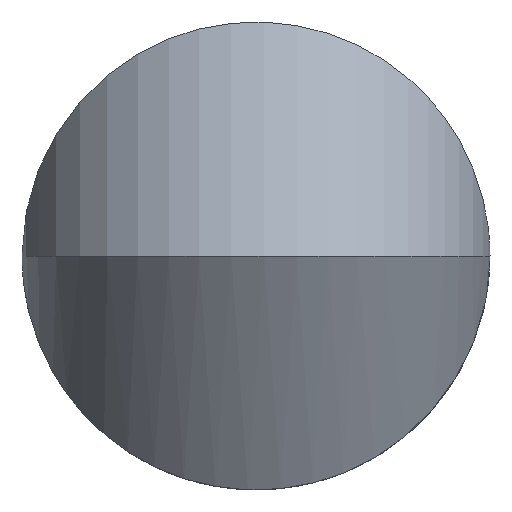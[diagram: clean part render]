
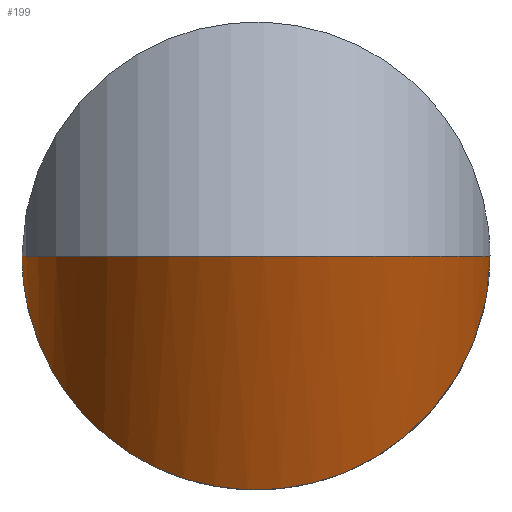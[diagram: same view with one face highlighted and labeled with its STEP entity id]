
A CAD part, left-side view. The second image highlights one B-rep face of the part: STEP entity #199.
In plain terms, the highlighted cylindrical face has radius 30 mm (diameter 60 mm), a partial arc.
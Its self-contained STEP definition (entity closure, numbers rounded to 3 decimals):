
#14 = CARTESIAN_POINT ( 'NONE',  ( 0., 30., 0. ) ) ;
#18 = CARTESIAN_POINT ( 'NONE',  ( 0., -30., 0. ) ) ;
#38 = CARTESIAN_POINT ( 'NONE',  ( 0., -30., 0. ) ) ;
#39 = DIRECTION ( 'NONE',  ( -0.5, 0., 0.866 ) ) ;
#48 = AXIS2_PLACEMENT_3D ( 'NONE', #216, #39, #176 ) ;
#59 = CARTESIAN_POINT ( 'NONE',  ( -34.641, -30., -60. ) ) ;
#80 = CARTESIAN_POINT ( 'NONE',  ( -34.641, 30., -60. ) ) ;
#89 = ORIENTED_EDGE ( 'NONE', *, *, #139, .F. ) ;
#118 = CYLINDRICAL_SURFACE ( 'NONE', #48, 30. ) ;
#139 = EDGE_CURVE ( 'NONE', #149, #234, #240, .T. ) ;
#142 = CARTESIAN_POINT ( 'NONE',  ( -69.282, -30., 0. ) ) ;
#143 = CARTESIAN_POINT ( 'NONE',  ( -69.282, 30., 0. ) ) ;
#144 = ORIENTED_EDGE ( 'NONE', *, *, #157, .F. ) ;
#149 = VERTEX_POINT ( 'NONE', #236 ) ;
#157 = EDGE_CURVE ( 'NONE', #234, #149, #249, .T. ) ;
#160 = CARTESIAN_POINT ( 'NONE',  ( 0., 30., 0. ) ) ;
#176 = DIRECTION ( 'NONE',  ( 0.866, 0., 0.5 ) ) ;
#188 = EDGE_LOOP ( 'NONE', ( #89, #144 ) ) ;
#199 = ADVANCED_FACE ( 'NONE', ( #245 ), #118, .T. ) ;
#216 = CARTESIAN_POINT ( 'NONE',  ( 0., 0., 0. ) ) ;
#234 = VERTEX_POINT ( 'NONE', #18 ) ;
#236 = CARTESIAN_POINT ( 'NONE',  ( 0., 30., 0. ) ) ;
#240 =( BOUNDED_CURVE ( )  B_SPLINE_CURVE ( 3, ( #14, #143, #142, #260 ),
 .UNSPECIFIED., .F., .T. ) 
 B_SPLINE_CURVE_WITH_KNOTS ( ( 4, 4 ),
 ( 4.712, 7.854 ),
 .UNSPECIFIED. ) 
 CURVE ( )  GEOMETRIC_REPRESENTATION_ITEM ( )  RATIONAL_B_SPLINE_CURVE ( ( 1., 0.333, 0.333, 1. ) ) 
 REPRESENTATION_ITEM ( '' )  );
#245 = FACE_OUTER_BOUND ( 'NONE', #188, .T. ) ;
#249 =( BOUNDED_CURVE ( )  B_SPLINE_CURVE ( 3, ( #38, #59, #80, #160 ),
 .UNSPECIFIED., .F., .T. ) 
 B_SPLINE_CURVE_WITH_KNOTS ( ( 4, 4 ),
 ( 1.571, 4.712 ),
 .UNSPECIFIED. ) 
 CURVE ( )  GEOMETRIC_REPRESENTATION_ITEM ( )  RATIONAL_B_SPLINE_CURVE ( ( 1., 0.333, 0.333, 1. ) ) 
 REPRESENTATION_ITEM ( '' )  );
#260 = CARTESIAN_POINT ( 'NONE',  ( 0., -30., 0. ) ) ;
